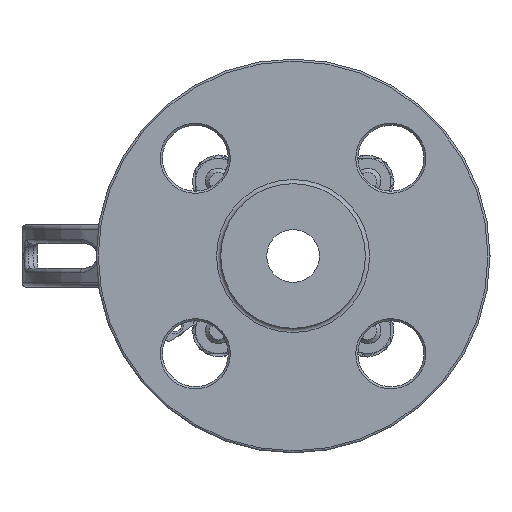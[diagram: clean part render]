
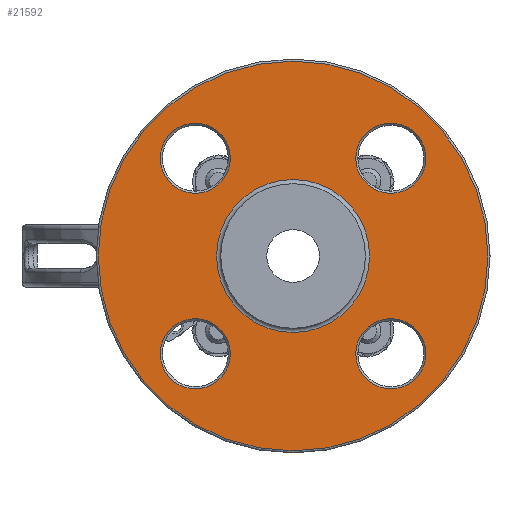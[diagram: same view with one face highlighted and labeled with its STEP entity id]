
A CAD part, left-side view. The second image highlights one B-rep face of the part: STEP entity #21592.
In plain terms, the highlighted planar face has unit normal (-1, 0, 0).
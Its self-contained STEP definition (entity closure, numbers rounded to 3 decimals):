
#759=PLANE('',#23056);
#1384=FACE_BOUND('',#3643,.T.);
#1385=FACE_BOUND('',#3644,.T.);
#1386=FACE_BOUND('',#3645,.T.);
#1387=FACE_BOUND('',#3646,.T.);
#1388=FACE_BOUND('',#3647,.T.);
#2250=FACE_OUTER_BOUND('',#3642,.T.);
#3642=EDGE_LOOP('',(#16574));
#3643=EDGE_LOOP('',(#16575));
#3644=EDGE_LOOP('',(#16576));
#3645=EDGE_LOOP('',(#16577));
#3646=EDGE_LOOP('',(#16578));
#3647=EDGE_LOOP('',(#16579));
#5286=CIRCLE('',#23055,8.45);
#5287=CIRCLE('',#23057,47.);
#5288=CIRCLE('',#23058,8.45);
#5289=CIRCLE('',#23059,8.45);
#5290=CIRCLE('',#23060,18.45);
#5291=CIRCLE('',#23061,8.45);
#9457=VERTEX_POINT('',#49589);
#9458=VERTEX_POINT('',#49592);
#9459=VERTEX_POINT('',#49594);
#9460=VERTEX_POINT('',#49596);
#9461=VERTEX_POINT('',#49598);
#9462=VERTEX_POINT('',#49600);
#11952=EDGE_CURVE('',#9457,#9457,#5286,.T.);
#11953=EDGE_CURVE('',#9458,#9458,#5287,.T.);
#11954=EDGE_CURVE('',#9459,#9459,#5288,.T.);
#11955=EDGE_CURVE('',#9460,#9460,#5289,.T.);
#11956=EDGE_CURVE('',#9461,#9461,#5290,.T.);
#11957=EDGE_CURVE('',#9462,#9462,#5291,.T.);
#16574=ORIENTED_EDGE('',*,*,#11953,.F.);
#16575=ORIENTED_EDGE('',*,*,#11954,.F.);
#16576=ORIENTED_EDGE('',*,*,#11955,.F.);
#16577=ORIENTED_EDGE('',*,*,#11956,.T.);
#16578=ORIENTED_EDGE('',*,*,#11957,.F.);
#16579=ORIENTED_EDGE('',*,*,#11952,.F.);
#21592=ADVANCED_FACE('',(#2250,#1384,#1385,#1386,#1387,#1388),#759,.T.);
#23055=AXIS2_PLACEMENT_3D('',#49590,#26541,#26542);
#23056=AXIS2_PLACEMENT_3D('',#49591,#26543,#26544);
#23057=AXIS2_PLACEMENT_3D('',#49593,#26545,#26546);
#23058=AXIS2_PLACEMENT_3D('',#49595,#26547,#26548);
#23059=AXIS2_PLACEMENT_3D('',#49597,#26549,#26550);
#23060=AXIS2_PLACEMENT_3D('',#49599,#26551,#26552);
#23061=AXIS2_PLACEMENT_3D('',#49601,#26553,#26554);
#26541=DIRECTION('center_axis',(-1.,0.,0.));
#26542=DIRECTION('ref_axis',(0.,0.,1.));
#26543=DIRECTION('center_axis',(-1.,0.,0.));
#26544=DIRECTION('ref_axis',(0.,0.,1.));
#26545=DIRECTION('center_axis',(1.,0.,0.));
#26546=DIRECTION('ref_axis',(0.,0.,-1.));
#26547=DIRECTION('center_axis',(-1.,0.,0.));
#26548=DIRECTION('ref_axis',(0.,0.,1.));
#26549=DIRECTION('center_axis',(-1.,0.,0.));
#26550=DIRECTION('ref_axis',(0.,0.,1.));
#26551=DIRECTION('center_axis',(1.,0.,0.));
#26552=DIRECTION('ref_axis',(0.,0.,-1.));
#26553=DIRECTION('center_axis',(-1.,0.,0.));
#26554=DIRECTION('ref_axis',(0.,0.,1.));
#49589=CARTESIAN_POINT('',(-68.,-23.582,15.132));
#49590=CARTESIAN_POINT('Origin',(-68.,-23.582,23.582));
#49591=CARTESIAN_POINT('Origin',(-68.,0.,-47.));
#49592=CARTESIAN_POINT('',(-68.,0.,-47.));
#49593=CARTESIAN_POINT('Origin',(-68.,0.,0.));
#49594=CARTESIAN_POINT('',(-68.,23.582,-32.032));
#49595=CARTESIAN_POINT('Origin',(-68.,23.582,-23.582));
#49596=CARTESIAN_POINT('',(-68.,23.582,15.132));
#49597=CARTESIAN_POINT('Origin',(-68.,23.582,23.582));
#49598=CARTESIAN_POINT('',(-68.,0.,-18.45));
#49599=CARTESIAN_POINT('Origin',(-68.,0.,0.));
#49600=CARTESIAN_POINT('',(-68.,-23.582,-32.032));
#49601=CARTESIAN_POINT('Origin',(-68.,-23.582,-23.582));
